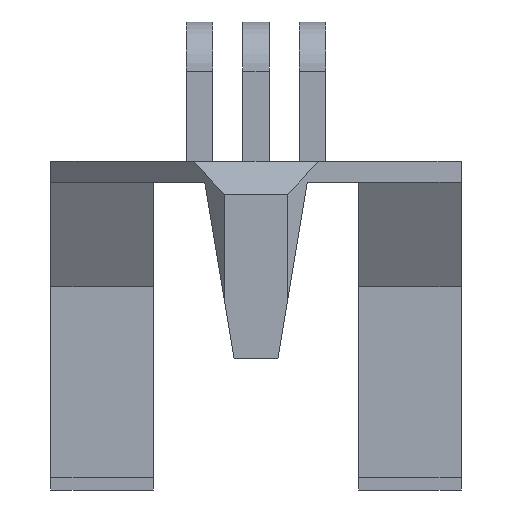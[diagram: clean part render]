
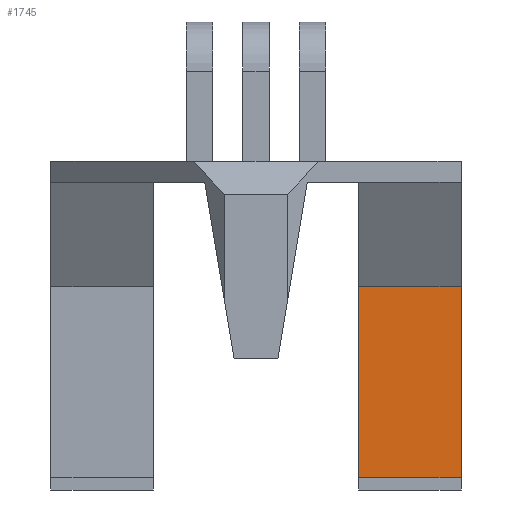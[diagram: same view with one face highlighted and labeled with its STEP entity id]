
A CAD part, front view. The second image highlights one B-rep face of the part: STEP entity #1745.
In plain terms, the highlighted planar face has unit normal (0, -1, 0).
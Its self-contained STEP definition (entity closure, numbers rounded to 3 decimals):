
#122 = EDGE_CURVE ( 'NONE', #1180, #490, #288, .T. ) ;
#153 = ORIENTED_EDGE ( 'NONE', *, *, #122, .F. ) ;
#252 = LINE ( 'NONE', #1414, #1235 ) ;
#288 = LINE ( 'NONE', #1598, #1527 ) ;
#326 = DIRECTION ( 'NONE',  ( 0., 0., -1. ) ) ;
#328 = ORIENTED_EDGE ( 'NONE', *, *, #1145, .F. ) ;
#410 = DIRECTION ( 'NONE',  ( -1., 0., 0. ) ) ;
#469 = LINE ( 'NONE', #793, #721 ) ;
#482 = CARTESIAN_POINT ( 'NONE',  ( 25., 77.46, -2.54 ) ) ;
#490 = VERTEX_POINT ( 'NONE', #581 ) ;
#569 = LINE ( 'NONE', #482, #636 ) ;
#581 = CARTESIAN_POINT ( 'NONE',  ( 12.5, 77.46, -15.24 ) ) ;
#583 = CARTESIAN_POINT ( 'NONE',  ( 25., 77.46, -38.54 ) ) ;
#610 = FACE_OUTER_BOUND ( 'NONE', #1346, .T. ) ;
#636 = VECTOR ( 'NONE', #326, 1000. ) ;
#721 = VECTOR ( 'NONE', #1079, 1000. ) ;
#770 = ORIENTED_EDGE ( 'NONE', *, *, #1422, .F. ) ;
#793 = CARTESIAN_POINT ( 'NONE',  ( -25., 77.46, -15.24 ) ) ;
#827 = CARTESIAN_POINT ( 'NONE',  ( 25., 77.46, -15.24 ) ) ;
#1065 = DIRECTION ( 'NONE',  ( 0., 1., 0. ) ) ;
#1079 = DIRECTION ( 'NONE',  ( -1., 0., 0. ) ) ;
#1145 = EDGE_CURVE ( 'NONE', #1866, #1475, #569, .T. ) ;
#1180 = VERTEX_POINT ( 'NONE', #1484 ) ;
#1204 = PLANE ( 'NONE',  #1369 ) ;
#1235 = VECTOR ( 'NONE', #410, 1000. ) ;
#1260 = EDGE_CURVE ( 'NONE', #1866, #490, #469, .T. ) ;
#1345 = CARTESIAN_POINT ( 'NONE',  ( 25., 77.46, -2.54 ) ) ;
#1346 = EDGE_LOOP ( 'NONE', ( #153, #770, #328, #1672 ) ) ;
#1369 = AXIS2_PLACEMENT_3D ( 'NONE', #1345, #1065, #1496 ) ;
#1414 = CARTESIAN_POINT ( 'NONE',  ( 25., 77.46, -38.54 ) ) ;
#1422 = EDGE_CURVE ( 'NONE', #1475, #1180, #252, .T. ) ;
#1475 = VERTEX_POINT ( 'NONE', #583 ) ;
#1484 = CARTESIAN_POINT ( 'NONE',  ( 12.5, 77.46, -38.54 ) ) ;
#1496 = DIRECTION ( 'NONE',  ( 0., 0., 1. ) ) ;
#1527 = VECTOR ( 'NONE', #1613, 1000. ) ;
#1598 = CARTESIAN_POINT ( 'NONE',  ( 12.5, 77.46, -2.54 ) ) ;
#1613 = DIRECTION ( 'NONE',  ( 0., 0., 1. ) ) ;
#1672 = ORIENTED_EDGE ( 'NONE', *, *, #1260, .T. ) ;
#1745 = ADVANCED_FACE ( 'NONE', ( #610 ), #1204, .F. ) ;
#1866 = VERTEX_POINT ( 'NONE', #827 ) ;
